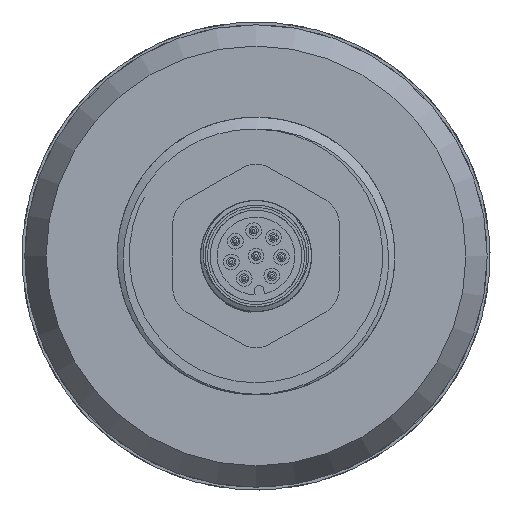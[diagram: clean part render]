
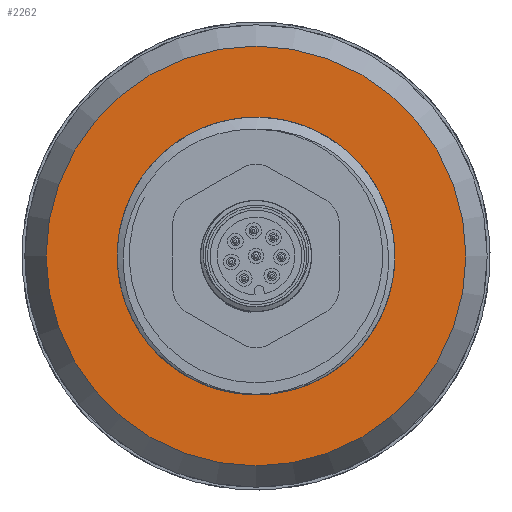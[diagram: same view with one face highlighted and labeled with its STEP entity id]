
A CAD part, front view. The second image highlights one B-rep face of the part: STEP entity #2262.
In plain terms, the highlighted planar face has unit normal (0, -1, 0).
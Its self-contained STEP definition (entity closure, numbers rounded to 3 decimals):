
#252=FACE_BOUND('',#481,.T.);
#292=PLANE('',#2611);
#339=FACE_OUTER_BOUND('',#480,.T.);
#480=EDGE_LOOP('',(#1561));
#481=EDGE_LOOP('',(#1562));
#899=CIRCLE('',#2610,22.691);
#900=CIRCLE('',#2612,13.);
#1008=VERTEX_POINT('',#3570);
#1009=VERTEX_POINT('',#3574);
#1227=EDGE_CURVE('',#1008,#1008,#899,.T.);
#1228=EDGE_CURVE('',#1009,#1009,#900,.T.);
#1561=ORIENTED_EDGE('',*,*,#1227,.F.);
#1562=ORIENTED_EDGE('',*,*,#1228,.F.);
#2262=ADVANCED_FACE('',(#339,#252),#292,.T.);
#2610=AXIS2_PLACEMENT_3D('',#3572,#2915,#2916);
#2611=AXIS2_PLACEMENT_3D('',#3573,#2917,#2918);
#2612=AXIS2_PLACEMENT_3D('',#3575,#2919,#2920);
#2915=DIRECTION('center_axis',(0.,1.,0.));
#2916=DIRECTION('ref_axis',(1.,0.,0.));
#2917=DIRECTION('center_axis',(0.,-1.,0.));
#2918=DIRECTION('ref_axis',(0.,0.,-1.));
#2919=DIRECTION('center_axis',(0.,-1.,0.));
#2920=DIRECTION('ref_axis',(1.,0.,0.));
#3570=CARTESIAN_POINT('',(-22.691,-2.5,0.));
#3572=CARTESIAN_POINT('Origin',(0.,-2.5,0.));
#3573=CARTESIAN_POINT('Origin',(-25.,-2.5,0.));
#3574=CARTESIAN_POINT('',(13.,-2.5,0.));
#3575=CARTESIAN_POINT('Origin',(0.,-2.5,0.));
